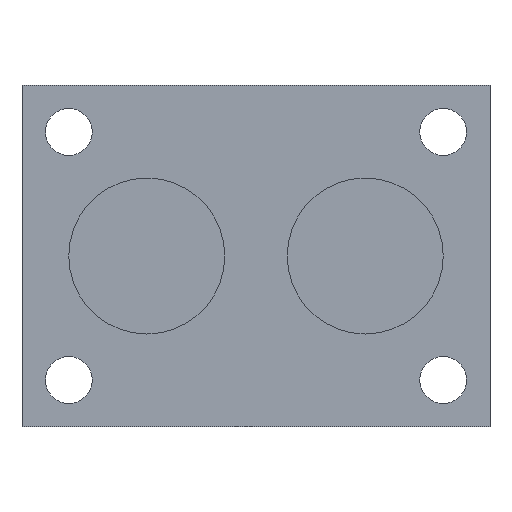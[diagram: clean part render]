
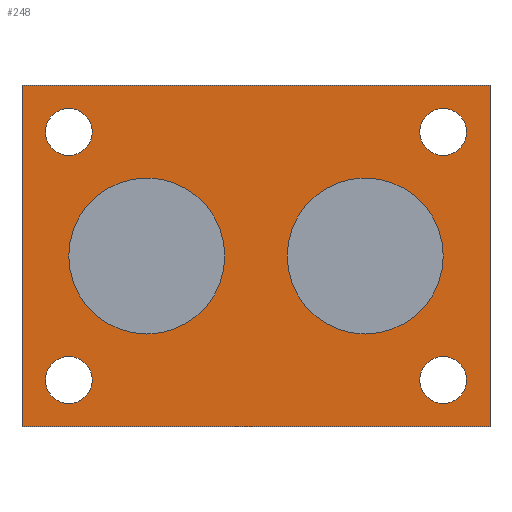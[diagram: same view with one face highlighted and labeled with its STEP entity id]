
A CAD part, left-side view. The second image highlights one B-rep face of the part: STEP entity #248.
In plain terms, the highlighted planar face has unit normal (-1, 0, 0).
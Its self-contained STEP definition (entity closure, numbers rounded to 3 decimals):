
#19=FACE_BOUND('',#65,.T.);
#20=FACE_BOUND('',#66,.T.);
#21=FACE_BOUND('',#67,.T.);
#22=FACE_BOUND('',#68,.T.);
#23=FACE_BOUND('',#69,.T.);
#24=FACE_BOUND('',#70,.T.);
#32=PLANE('',#297);
#46=FACE_OUTER_BOUND('',#64,.T.);
#64=EDGE_LOOP('',(#219,#220,#221,#222));
#65=EDGE_LOOP('',(#223));
#66=EDGE_LOOP('',(#224));
#67=EDGE_LOOP('',(#225));
#68=EDGE_LOOP('',(#226));
#69=EDGE_LOOP('',(#227));
#70=EDGE_LOOP('',(#228));
#81=LINE('',#421,#99);
#84=LINE('',#426,#102);
#86=LINE('',#430,#104);
#88=LINE('',#433,#106);
#99=VECTOR('',#354,10.);
#102=VECTOR('',#359,10.);
#104=VECTOR('',#363,10.);
#106=VECTOR('',#367,10.);
#107=CIRCLE('',#273,1.5);
#109=CIRCLE('',#276,1.5);
#111=CIRCLE('',#279,1.5);
#113=CIRCLE('',#282,1.5);
#117=CIRCLE('',#290,5.);
#118=CIRCLE('',#292,5.);
#119=VERTEX_POINT('',#372);
#121=VERTEX_POINT('',#378);
#123=VERTEX_POINT('',#384);
#125=VERTEX_POINT('',#390);
#133=VERTEX_POINT('',#411);
#134=VERTEX_POINT('',#415);
#135=VERTEX_POINT('',#419);
#136=VERTEX_POINT('',#420);
#137=VERTEX_POINT('',#425);
#138=VERTEX_POINT('',#429);
#139=EDGE_CURVE('',#119,#119,#107,.T.);
#142=EDGE_CURVE('',#121,#121,#109,.T.);
#145=EDGE_CURVE('',#123,#123,#111,.T.);
#148=EDGE_CURVE('',#125,#125,#113,.T.);
#158=EDGE_CURVE('',#133,#133,#117,.T.);
#160=EDGE_CURVE('',#134,#134,#118,.T.);
#161=EDGE_CURVE('',#135,#136,#81,.T.);
#164=EDGE_CURVE('',#137,#135,#84,.T.);
#166=EDGE_CURVE('',#138,#137,#86,.T.);
#168=EDGE_CURVE('',#136,#138,#88,.T.);
#219=ORIENTED_EDGE('',*,*,#168,.F.);
#220=ORIENTED_EDGE('',*,*,#161,.F.);
#221=ORIENTED_EDGE('',*,*,#164,.F.);
#222=ORIENTED_EDGE('',*,*,#166,.F.);
#223=ORIENTED_EDGE('',*,*,#139,.T.);
#224=ORIENTED_EDGE('',*,*,#142,.T.);
#225=ORIENTED_EDGE('',*,*,#145,.T.);
#226=ORIENTED_EDGE('',*,*,#148,.T.);
#227=ORIENTED_EDGE('',*,*,#160,.F.);
#228=ORIENTED_EDGE('',*,*,#158,.F.);
#248=ADVANCED_FACE('',(#46,#19,#20,#21,#22,#23,#24),#32,.F.);
#273=AXIS2_PLACEMENT_3D('',#373,#302,#303);
#276=AXIS2_PLACEMENT_3D('',#379,#309,#310);
#279=AXIS2_PLACEMENT_3D('',#385,#316,#317);
#282=AXIS2_PLACEMENT_3D('',#391,#323,#324);
#290=AXIS2_PLACEMENT_3D('',#413,#345,#346);
#292=AXIS2_PLACEMENT_3D('',#417,#350,#351);
#297=AXIS2_PLACEMENT_3D('',#434,#368,#369);
#302=DIRECTION('center_axis',(1.,0.,0.));
#303=DIRECTION('ref_axis',(0.,0.,1.));
#309=DIRECTION('center_axis',(1.,0.,0.));
#310=DIRECTION('ref_axis',(0.,0.,1.));
#316=DIRECTION('center_axis',(1.,0.,0.));
#317=DIRECTION('ref_axis',(0.,0.,1.));
#323=DIRECTION('center_axis',(1.,0.,0.));
#324=DIRECTION('ref_axis',(0.,0.,1.));
#345=DIRECTION('center_axis',(-1.,0.,0.));
#346=DIRECTION('ref_axis',(0.,-1.,0.));
#350=DIRECTION('center_axis',(-1.,0.,0.));
#351=DIRECTION('ref_axis',(0.,-1.,0.));
#354=DIRECTION('',(0.,1.,0.));
#359=DIRECTION('',(0.,0.,-1.));
#363=DIRECTION('',(0.,-1.,0.));
#367=DIRECTION('',(0.,0.,1.));
#368=DIRECTION('center_axis',(1.,0.,0.));
#369=DIRECTION('ref_axis',(0.,0.,-1.));
#372=CARTESIAN_POINT('',(0.,12.,-9.45));
#373=CARTESIAN_POINT('Origin',(0.,12.,-7.95));
#378=CARTESIAN_POINT('',(0.,-12.,-9.45));
#379=CARTESIAN_POINT('Origin',(0.,-12.,-7.95));
#384=CARTESIAN_POINT('',(0.,12.,6.45));
#385=CARTESIAN_POINT('Origin',(0.,12.,7.95));
#390=CARTESIAN_POINT('',(0.,-12.,6.45));
#391=CARTESIAN_POINT('Origin',(0.,-12.,7.95));
#411=CARTESIAN_POINT('',(0.,-2.,0.));
#413=CARTESIAN_POINT('Origin',(0.,-7.,0.));
#415=CARTESIAN_POINT('',(0.,12.,0.));
#417=CARTESIAN_POINT('Origin',(0.,7.,0.));
#419=CARTESIAN_POINT('',(0.,-15.,-10.95));
#420=CARTESIAN_POINT('',(0.,15.,-10.95));
#421=CARTESIAN_POINT('',(0.,-15.,-10.95));
#425=CARTESIAN_POINT('',(0.,-15.,10.95));
#426=CARTESIAN_POINT('',(0.,-15.,10.95));
#429=CARTESIAN_POINT('',(0.,15.,10.95));
#430=CARTESIAN_POINT('',(0.,15.,10.95));
#433=CARTESIAN_POINT('',(0.,15.,-10.95));
#434=CARTESIAN_POINT('Origin',(0.,0.,0.));
